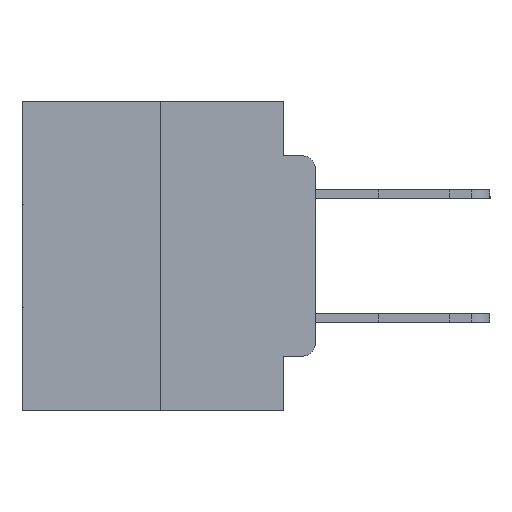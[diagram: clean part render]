
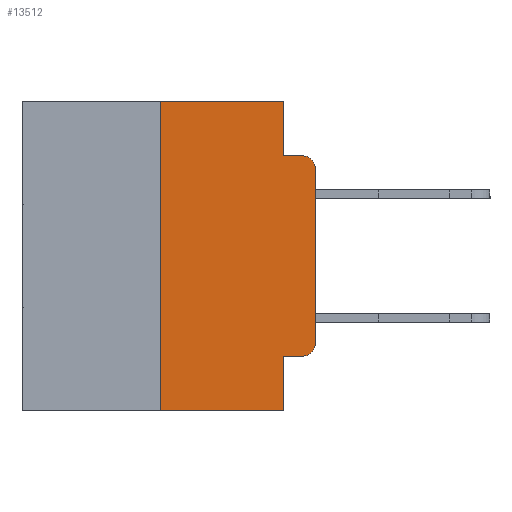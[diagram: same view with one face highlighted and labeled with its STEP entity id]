
A CAD part, left-side view. The second image highlights one B-rep face of the part: STEP entity #13512.
In plain terms, the highlighted planar face has unit normal (-1, 0, 0).
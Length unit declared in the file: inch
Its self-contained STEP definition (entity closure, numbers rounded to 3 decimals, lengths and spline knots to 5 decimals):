
#609 = VECTOR ( 'NONE', #21837, 39.37008 ) ;
#969 = VERTEX_POINT ( 'NONE', #10194 ) ;
#1195 = DIRECTION ( 'NONE',  ( 0., 0., -1. ) ) ;
#2119 = ORIENTED_EDGE ( 'NONE', *, *, #5683, .T. ) ;
#2543 = DIRECTION ( 'NONE',  ( 0., -1., 0. ) ) ;
#2669 = CARTESIAN_POINT ( 'NONE',  ( 0., 0.02, -0.1085 ) ) ;
#2784 = CARTESIAN_POINT ( 'NONE',  ( 0., 0.051, -0.4115 ) ) ;
#2865 = EDGE_CURVE ( 'NONE', #4211, #24172, #6878, .T. ) ;
#2882 = LINE ( 'NONE', #13396, #13084 ) ;
#3268 = DIRECTION ( 'NONE',  ( 0., 0., -1. ) ) ;
#3347 = ORIENTED_EDGE ( 'NONE', *, *, #22882, .T. ) ;
#3604 = DIRECTION ( 'NONE',  ( 0., 0., -1. ) ) ;
#3858 = ORIENTED_EDGE ( 'NONE', *, *, #7153, .T. ) ;
#4165 = VERTEX_POINT ( 'NONE', #6071 ) ;
#4211 = VERTEX_POINT ( 'NONE', #8569 ) ;
#4903 = DIRECTION ( 'NONE',  ( 0., 0., -1. ) ) ;
#5284 = LINE ( 'NONE', #2784, #11106 ) ;
#5405 = CARTESIAN_POINT ( 'NONE',  ( 0., 0.051, 0. ) ) ;
#5683 = EDGE_CURVE ( 'NONE', #25395, #969, #24651, .T. ) ;
#5814 = CARTESIAN_POINT ( 'NONE',  ( 0., 0.051, 0. ) ) ;
#6071 = CARTESIAN_POINT ( 'NONE',  ( 0., 0.051, -0.5 ) ) ;
#6126 = LINE ( 'NONE', #24958, #23158 ) ;
#6514 = CARTESIAN_POINT ( 'NONE',  ( 0., 0.02, -0.3915 ) ) ;
#6878 = LINE ( 'NONE', #10108, #23221 ) ;
#7153 = EDGE_CURVE ( 'NONE', #20185, #25395, #5284, .T. ) ;
#7704 = CARTESIAN_POINT ( 'NONE',  ( 0., 0.051, 0. ) ) ;
#7904 = DIRECTION ( 'NONE',  ( 0., -1., 0. ) ) ;
#8149 = CARTESIAN_POINT ( 'NONE',  ( 0., 0.02, -0.0885 ) ) ;
#8500 = CARTESIAN_POINT ( 'NONE',  ( 0., 0.051, -0.4115 ) ) ;
#8569 = CARTESIAN_POINT ( 'NONE',  ( 0., 0.25, 0. ) ) ;
#8704 = ORIENTED_EDGE ( 'NONE', *, *, #26978, .T. ) ;
#8739 = DIRECTION ( 'NONE',  ( 0., 0., -1. ) ) ;
#8984 = LINE ( 'NONE', #7704, #20293 ) ;
#9116 = CARTESIAN_POINT ( 'NONE',  ( 0., 0., 0. ) ) ;
#10108 = CARTESIAN_POINT ( 'NONE',  ( 0., 0.473, 0. ) ) ;
#10194 = CARTESIAN_POINT ( 'NONE',  ( 0., 0., -0.3915 ) ) ;
#10725 = DIRECTION ( 'NONE',  ( 0., -1., 0. ) ) ;
#11106 = VECTOR ( 'NONE', #15726, 39.37008 ) ;
#11240 = ORIENTED_EDGE ( 'NONE', *, *, #11546, .F. ) ;
#11546 = EDGE_CURVE ( 'NONE', #20185, #4165, #8984, .T. ) ;
#12879 = AXIS2_PLACEMENT_3D ( 'NONE', #6514, #21471, #8739 ) ;
#12939 = EDGE_CURVE ( 'NONE', #18166, #4211, #6126, .T. ) ;
#13084 = VECTOR ( 'NONE', #2543, 39.37008 ) ;
#13230 = ORIENTED_EDGE ( 'NONE', *, *, #2865, .F. ) ;
#13380 = AXIS2_PLACEMENT_3D ( 'NONE', #20582, #14265, #1195 ) ;
#13396 = CARTESIAN_POINT ( 'NONE',  ( 0., 0.473, -0.5 ) ) ;
#13512 = ADVANCED_FACE ( 'NONE', ( #14569 ), #26792, .F. ) ;
#13538 = ORIENTED_EDGE ( 'NONE', *, *, #21468, .F. ) ;
#13696 = VERTEX_POINT ( 'NONE', #14895 ) ;
#14265 = DIRECTION ( 'NONE',  ( 1., 0., 0. ) ) ;
#14474 = DIRECTION ( 'NONE',  ( 0., 0., 1. ) ) ;
#14569 = FACE_OUTER_BOUND ( 'NONE', #25482, .T. ) ;
#14895 = CARTESIAN_POINT ( 'NONE',  ( 0., 0.051, -0.0885 ) ) ;
#15151 = VERTEX_POINT ( 'NONE', #22811 ) ;
#15726 = DIRECTION ( 'NONE',  ( 0., -1., 0. ) ) ;
#15915 = ORIENTED_EDGE ( 'NONE', *, *, #12939, .F. ) ;
#16134 = CARTESIAN_POINT ( 'NONE',  ( 0., 0.02, -0.4115 ) ) ;
#16167 = VECTOR ( 'NONE', #10725, 39.37008 ) ;
#17760 = DIRECTION ( 'NONE',  ( -1., 0., 0. ) ) ;
#18166 = VERTEX_POINT ( 'NONE', #19157 ) ;
#18268 = LINE ( 'NONE', #5814, #23209 ) ;
#18715 = AXIS2_PLACEMENT_3D ( 'NONE', #2669, #17760, #4903 ) ;
#19157 = CARTESIAN_POINT ( 'NONE',  ( 0., 0.25, -0.5 ) ) ;
#19884 = ORIENTED_EDGE ( 'NONE', *, *, #20056, .F. ) ;
#20056 = EDGE_CURVE ( 'NONE', #24172, #13696, #18268, .T. ) ;
#20185 = VERTEX_POINT ( 'NONE', #8500 ) ;
#20293 = VECTOR ( 'NONE', #3268, 39.37008 ) ;
#20582 = CARTESIAN_POINT ( 'NONE',  ( 0., 0.473, 0. ) ) ;
#21371 = VERTEX_POINT ( 'NONE', #8149 ) ;
#21468 = EDGE_CURVE ( 'NONE', #13696, #21371, #21825, .T. ) ;
#21471 = DIRECTION ( 'NONE',  ( -1., 0., 0. ) ) ;
#21825 = LINE ( 'NONE', #25426, #16167 ) ;
#21837 = DIRECTION ( 'NONE',  ( 0., 0., 1. ) ) ;
#22811 = CARTESIAN_POINT ( 'NONE',  ( 0., 0., -0.1085 ) ) ;
#22882 = EDGE_CURVE ( 'NONE', #15151, #21371, #27273, .T. ) ;
#23158 = VECTOR ( 'NONE', #14474, 39.37008 ) ;
#23209 = VECTOR ( 'NONE', #3604, 39.37008 ) ;
#23221 = VECTOR ( 'NONE', #7904, 39.37008 ) ;
#23331 = ORIENTED_EDGE ( 'NONE', *, *, #25197, .T. ) ;
#24172 = VERTEX_POINT ( 'NONE', #5405 ) ;
#24651 = CIRCLE ( 'NONE', #12879, 0.02 ) ;
#24958 = CARTESIAN_POINT ( 'NONE',  ( 0., 0.25, 0. ) ) ;
#25197 = EDGE_CURVE ( 'NONE', #18166, #4165, #2882, .T. ) ;
#25395 = VERTEX_POINT ( 'NONE', #16134 ) ;
#25426 = CARTESIAN_POINT ( 'NONE',  ( 0., 0.051, -0.0885 ) ) ;
#25482 = EDGE_LOOP ( 'NONE', ( #8704, #3347, #13538, #19884, #13230, #15915, #23331, #11240, #3858, #2119 ) ) ;
#26792 = PLANE ( 'NONE',  #13380 ) ;
#26978 = EDGE_CURVE ( 'NONE', #969, #15151, #27055, .T. ) ;
#27055 = LINE ( 'NONE', #9116, #609 ) ;
#27273 = CIRCLE ( 'NONE', #18715, 0.02 ) ;
